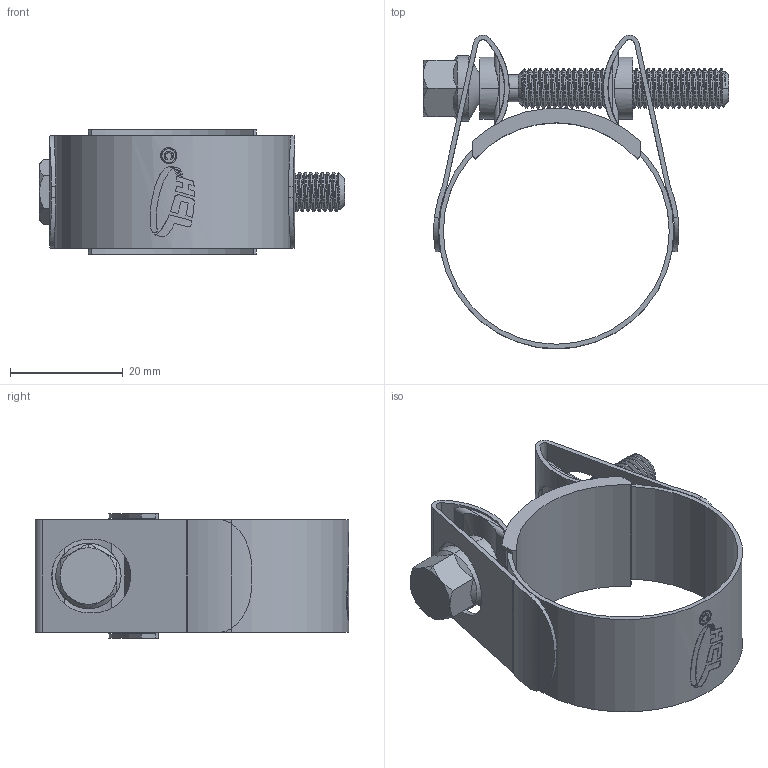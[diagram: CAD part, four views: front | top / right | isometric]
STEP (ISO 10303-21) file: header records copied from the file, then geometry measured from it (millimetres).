
FILE_DESCRIPTION (( 'STEP AP214' ), '1' );
FILE_NAME ('BBC-37-SUPRA-W2.step', '2025-06-05T13:53:46', ( '' ), ( '' ), 'SwSTEP 2.0', 'SolidWorks 2025', '' );
FILE_SCHEMA (( 'AUTOMOTIVE_DESIGN' ));
Length unit declared in the file: millimetre
Products named in the file (1): BBC-37-SUPRA-W2
Bounding box: 54 x 55.53 x 22 mm (x, y, z)
Volume: 6568.7 mm3; surface area: 12947 mm2
Topology: 5 solids, 5 shells, 309 faces, 836 edges, 544 vertices
Faces by surface type: cylinder 184, bspline 58, plane 46, cone 21
Entity records: 35439 total; most frequent: CARTESIAN_POINT 28666, ORIENTED_EDGE 1672, DIRECTION 1024, EDGE_CURVE 836, VERTEX_POINT 544, AXIS2_PLACEMENT_3D 357, EDGE_LOOP 328, VECTOR 310
